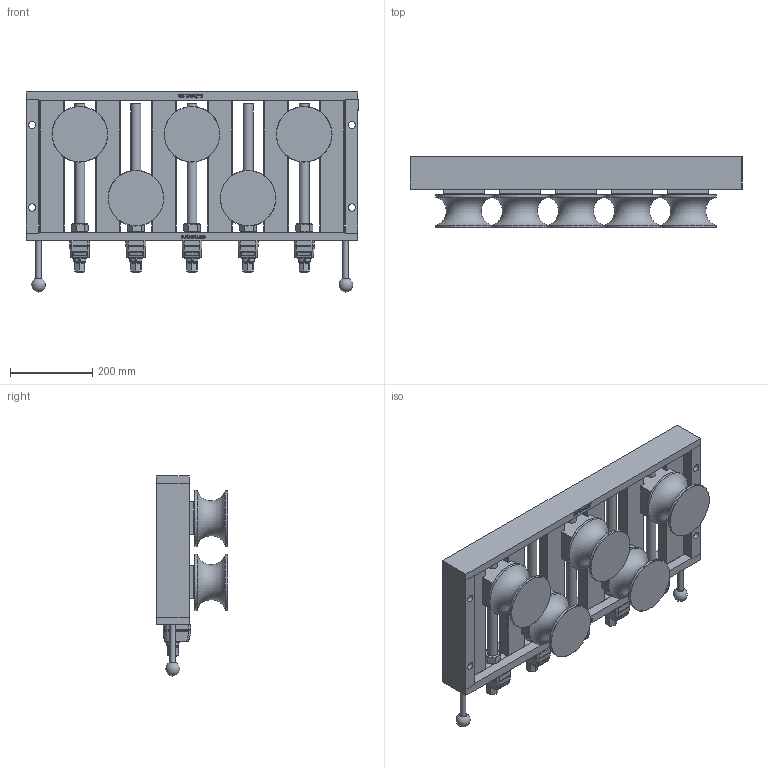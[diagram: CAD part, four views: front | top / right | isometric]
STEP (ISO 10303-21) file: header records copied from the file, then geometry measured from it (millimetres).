
FILE_DESCRIPTION (( 'STEP AP203' ), '1' );
FILE_NAME ('250411 STEP 3-401110-00_13123_20508.STEP', '2025-04-11T12:21:28', ( '' ), ( '' ), 'SwSTEP 2.0', 'SolidWorks 2024', '' );
FILE_SCHEMA (( 'CONFIG_CONTROL_DESIGN' ));
Products named in the file (1): 250411 STEP 3-401110-00_13123_20508
Bounding box: 805 x 173 x 485 mm (x, y, z)
Volume: 15194238.9 mm3; surface area: 1842867.3 mm2
Topology: 63 solids, 63 shells, 1185 faces, 2796 edges, 1802 vertices
Faces by surface type: plane 651, cylinder 198, cone 169, bspline 160, torus 5, sphere 2
Full cylindrical faces by diameter (mm): 4.98 x5, 5.5 x1, 6 x24, 10.2 x2, 12 x22, 14 x7, 16 x16, 17.5 x4, 19 x5, 20 x6, 21 x5, 24 x14, 29 x8, 30 x5, 34 x5, 35 x5, 40 x3, 40.2 x6, 135 x10
Entity records: 41377 total; most frequent: CARTESIAN_POINT 16742, ORIENTED_EDGE 4874, DIRECTION 4436, EDGE_CURVE 2437, VERTEX_POINT 1712, EDGE_LOOP 1633, AXIS2_PLACEMENT_3D 1538, VECTOR 1360
